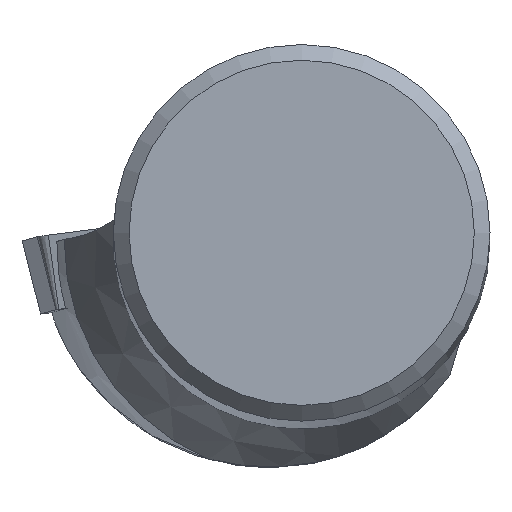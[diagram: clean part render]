
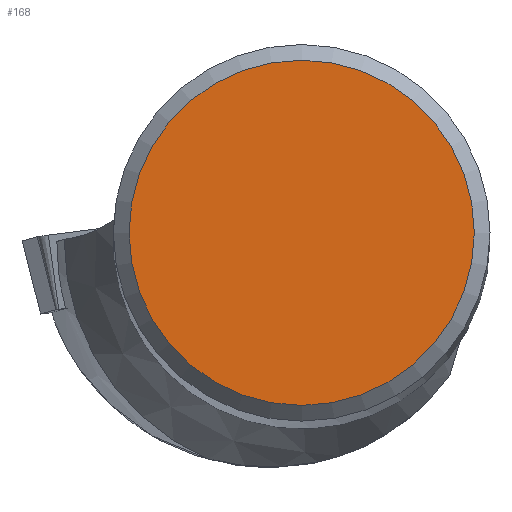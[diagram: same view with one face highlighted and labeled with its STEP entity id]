
A CAD part, top view. The second image highlights one B-rep face of the part: STEP entity #168.
In plain terms, the highlighted planar face has unit normal (0, 0, 1).
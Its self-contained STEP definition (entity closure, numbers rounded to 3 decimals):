
#136=FACE_OUTER_BOUND('',#317,.T.);
#168=ADVANCED_FACE('',(#136),#189,.T.);
#189=PLANE('',#797);
#317=EDGE_LOOP('',(#446));
#446=ORIENTED_EDGE('',*,*,#619,.T.);
#545=VERTEX_POINT('',#1308);
#619=EDGE_CURVE('',#545,#545,#658,.T.);
#658=CIRCLE('',#796,5.493);
#796=AXIS2_PLACEMENT_3D('',#1307,#947,#948);
#797=AXIS2_PLACEMENT_3D('',#1309,#949,#950);
#947=DIRECTION('',(0.,0.,1.));
#948=DIRECTION('',(1.,0.,0.));
#949=DIRECTION('',(0.,0.,1.));
#950=DIRECTION('',(1.,0.,0.));
#1307=CARTESIAN_POINT('',(0.,0.,0.));
#1308=CARTESIAN_POINT('',(5.493,0.,0.));
#1309=CARTESIAN_POINT('',(0.,0.,
0.));
